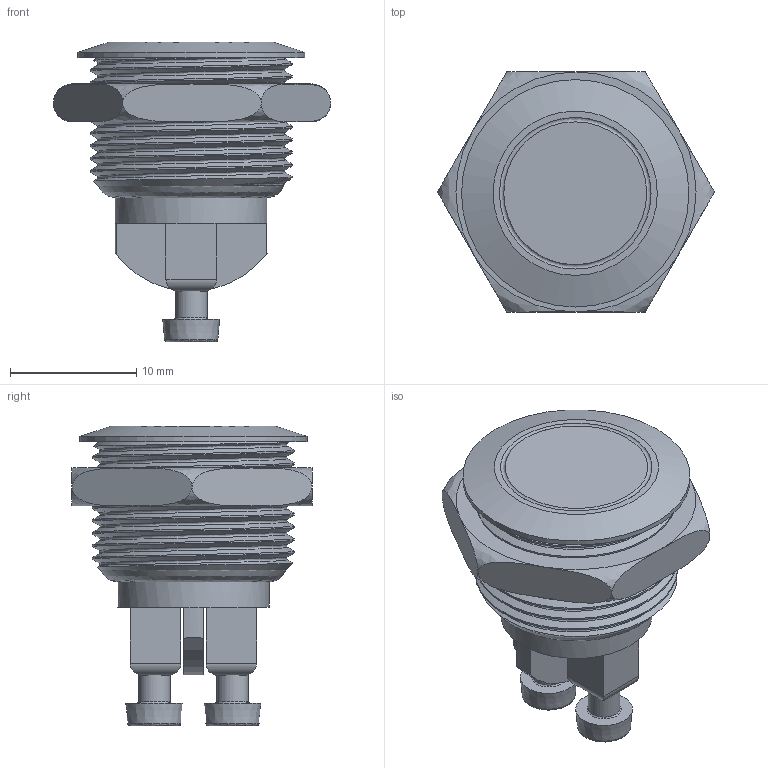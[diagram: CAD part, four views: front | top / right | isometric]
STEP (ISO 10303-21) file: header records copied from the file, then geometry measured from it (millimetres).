
FILE_DESCRIPTION(('FreeCAD Model'),'2;1');
FILE_NAME('Open CASCADE Shape Model','2024-06-28T16:55:39',(''),(''), 'Open CASCADE STEP processor 7.6','FreeCAD','Unknown');
FILE_SCHEMA(('AUTOMOTIVE_DESIGN { 1 0 10303 214 1 1 1 1 }'));
Length unit declared in the file: millimetre
Products named in the file (11): Assembly; 16x11-ThreadedRod; Head; Bottom; Insulator; Pin1; Pin2; M2.5x6-Screw; M2.5x6-Screw001; Hexagon; Fix
Assembly tree (10 placements, depth 3):
  Assembly
    16x11-ThreadedRod
    Head
    Bottom
    Insulator
    Pin1
    Pin2
    M2.5x6-Screw
    M2.5x6-Screw001
    Hexagon
      Fix
Bounding box: 21.94 x 19 x 23.72 mm (x, y, z)
Volume: 3437.3 mm3; surface area: 3709.8 mm2
Topology: 9 solids, 9 shells, 179 faces, 395 edges, 237 vertices
Faces by surface type: plane 78, bspline 49, cylinder 29, cone 17, revolution 6
Full cylindrical faces by diameter (mm): 2 x2, 2.5 x2, 12 x1, 16 x9, 18 x1
Entity records: 9492 total; most frequent: CARTESIAN_POINT 5608, ORIENTED_EDGE 786, DIRECTION 697, EDGE_CURVE 393, AXIS2_PLACEMENT_3D 278, VERTEX_POINT 237, FACE_BOUND 190, EDGE_LOOP 190
